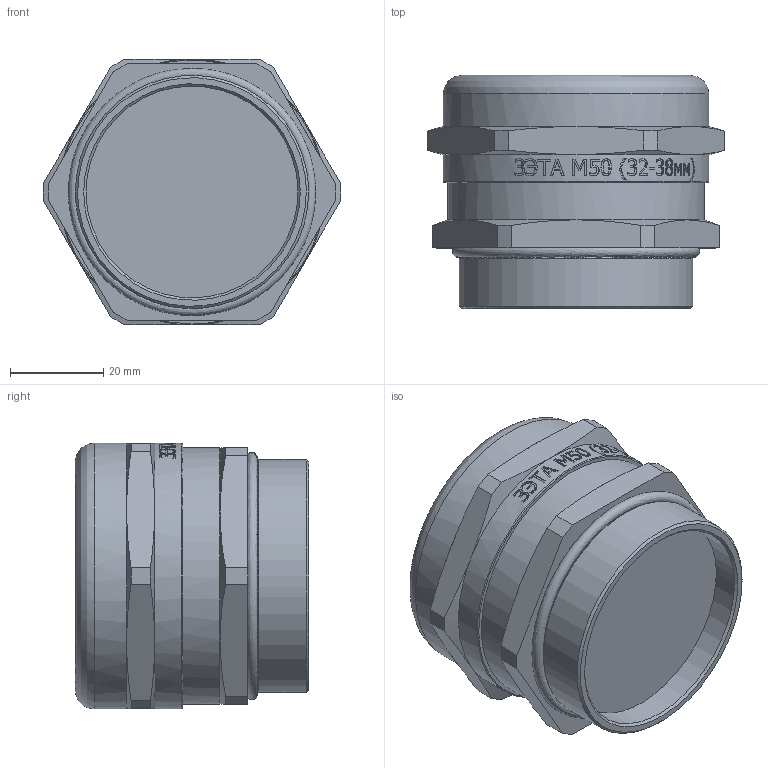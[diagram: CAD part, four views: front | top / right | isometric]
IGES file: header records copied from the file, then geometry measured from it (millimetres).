
Global section: file name: 12 КВ-М50 (33-38мм); native system: Autodesk Inventor 2015; preprocessor: unknown; author: zeta-23; date: 20161013.212931; units: millimetre
Bounding box: 63.82 x 50 x 57 mm (x, y, z)
Volume: 109038.4 mm3; surface area: 15384.8 mm2
Topology: 1 solids, 1 shells, 330 faces, 907 edges, 603 vertices
Faces by surface type: bspline 330
